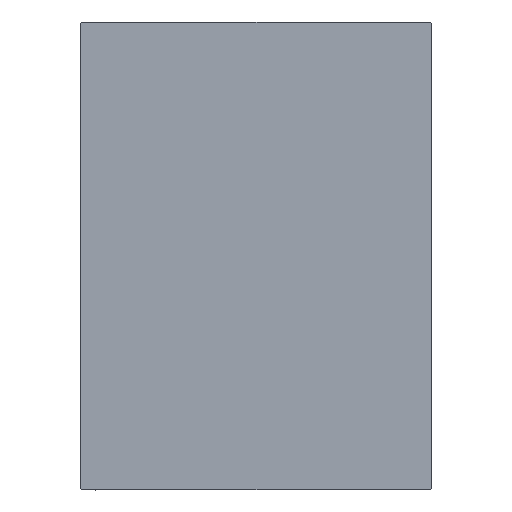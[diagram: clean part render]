
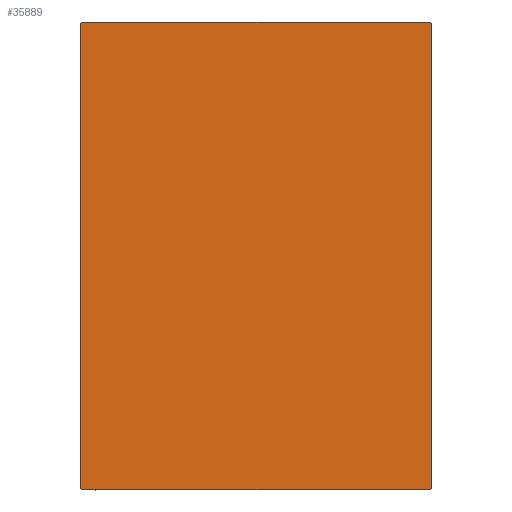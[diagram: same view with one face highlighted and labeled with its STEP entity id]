
A CAD part, left-side view. The second image highlights one B-rep face of the part: STEP entity #35889.
In plain terms, the highlighted face is planar.
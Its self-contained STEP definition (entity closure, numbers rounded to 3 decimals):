
#178 = VERTEX_POINT ( 'NONE', #9255 ) ;
#1065 = VECTOR ( 'NONE', #15934, 1000. ) ;
#1821 = ORIENTED_EDGE ( 'NONE', *, *, #40403, .T. ) ;
#2066 = VECTOR ( 'NONE', #6268, 1000. ) ;
#2173 = CARTESIAN_POINT ( 'NONE',  ( 130., -37.2, 50. ) ) ;
#2436 = CARTESIAN_POINT ( 'NONE',  ( 130., 0., 0. ) ) ;
#4379 = LINE ( 'NONE', #17815, #13394 ) ;
#4473 = LINE ( 'NONE', #27632, #36210 ) ;
#4999 = LINE ( 'NONE', #14484, #37542 ) ;
#5471 = EDGE_CURVE ( 'NONE', #31667, #178, #4473, .T. ) ;
#5977 = PLANE ( 'NONE',  #12307 ) ;
#6019 = VERTEX_POINT ( 'NONE', #25027 ) ;
#6137 = LINE ( 'NONE', #36104, #8498 ) ;
#6268 = DIRECTION ( 'NONE',  ( 0., -1., 0. ) ) ;
#6332 = VECTOR ( 'NONE', #32755, 1000. ) ;
#8271 = EDGE_CURVE ( 'NONE', #21226, #32628, #34032, .T. ) ;
#8498 = VECTOR ( 'NONE', #32356, 1000. ) ;
#9255 = CARTESIAN_POINT ( 'NONE',  ( 130., 37.5, -49.7 ) ) ;
#9904 = VECTOR ( 'NONE', #17496, 1000. ) ;
#10525 = VERTEX_POINT ( 'NONE', #26905 ) ;
#10780 = EDGE_CURVE ( 'NONE', #36387, #6019, #6137, .T. ) ;
#10851 = ORIENTED_EDGE ( 'NONE', *, *, #8271, .T. ) ;
#12307 = AXIS2_PLACEMENT_3D ( 'NONE', #2436, #16328, #19861 ) ;
#13067 = LINE ( 'NONE', #42825, #1065 ) ;
#13394 = VECTOR ( 'NONE', #18037, 1000. ) ;
#14304 = EDGE_CURVE ( 'NONE', #10525, #21226, #19094, .T. ) ;
#14484 = CARTESIAN_POINT ( 'NONE',  ( 130., -43.6, 43.6 ) ) ;
#14800 = ORIENTED_EDGE ( 'NONE', *, *, #17101, .T. ) ;
#15808 = ORIENTED_EDGE ( 'NONE', *, *, #10780, .T. ) ;
#15934 = DIRECTION ( 'NONE',  ( 0., 1., 0. ) ) ;
#16328 = DIRECTION ( 'NONE',  ( 1., 0., 0. ) ) ;
#16675 = CARTESIAN_POINT ( 'NONE',  ( 130., 43.6, 43.6 ) ) ;
#17101 = EDGE_CURVE ( 'NONE', #178, #10525, #20607, .T. ) ;
#17496 = DIRECTION ( 'NONE',  ( 0., 0., 1. ) ) ;
#17679 = EDGE_LOOP ( 'NONE', ( #38409, #27771, #14800, #23335, #10851, #1821, #15808, #23857 ) ) ;
#17815 = CARTESIAN_POINT ( 'NONE',  ( 130., -43.6, -43.6 ) ) ;
#17913 = DIRECTION ( 'NONE',  ( 0., 0.707, 0.707 ) ) ;
#18037 = DIRECTION ( 'NONE',  ( 0., 0.707, -0.707 ) ) ;
#18441 = DIRECTION ( 'NONE',  ( 0., -0.707, -0.707 ) ) ;
#19094 = LINE ( 'NONE', #16675, #6332 ) ;
#19861 = DIRECTION ( 'NONE',  ( 0., 0., -1. ) ) ;
#20607 = LINE ( 'NONE', #30938, #9904 ) ;
#20775 = CARTESIAN_POINT ( 'NONE',  ( 130., 37.2, -50. ) ) ;
#21226 = VERTEX_POINT ( 'NONE', #38141 ) ;
#23335 = ORIENTED_EDGE ( 'NONE', *, *, #14304, .T. ) ;
#23387 = FACE_OUTER_BOUND ( 'NONE', #17679, .T. ) ;
#23857 = ORIENTED_EDGE ( 'NONE', *, *, #29928, .T. ) ;
#24990 = VERTEX_POINT ( 'NONE', #26104 ) ;
#25027 = CARTESIAN_POINT ( 'NONE',  ( 130., -37.5, -49.7 ) ) ;
#26104 = CARTESIAN_POINT ( 'NONE',  ( 130., -37.2, -50. ) ) ;
#26577 = CARTESIAN_POINT ( 'NONE',  ( 130., -37.5, 49.7 ) ) ;
#26905 = CARTESIAN_POINT ( 'NONE',  ( 130., 37.5, 49.7 ) ) ;
#27632 = CARTESIAN_POINT ( 'NONE',  ( 130., 43.6, -43.6 ) ) ;
#27771 = ORIENTED_EDGE ( 'NONE', *, *, #5471, .T. ) ;
#29928 = EDGE_CURVE ( 'NONE', #6019, #24990, #4379, .T. ) ;
#30938 = CARTESIAN_POINT ( 'NONE',  ( 130., 37.5, -50. ) ) ;
#31667 = VERTEX_POINT ( 'NONE', #20775 ) ;
#32356 = DIRECTION ( 'NONE',  ( 0., 0., -1. ) ) ;
#32628 = VERTEX_POINT ( 'NONE', #2173 ) ;
#32755 = DIRECTION ( 'NONE',  ( 0., -0.707, 0.707 ) ) ;
#34032 = LINE ( 'NONE', #39777, #2066 ) ;
#35640 = EDGE_CURVE ( 'NONE', #24990, #31667, #13067, .T. ) ;
#35889 = ADVANCED_FACE ( 'NONE', ( #23387 ), #5977, .T. ) ;
#36104 = CARTESIAN_POINT ( 'NONE',  ( 130., -37.5, 50. ) ) ;
#36210 = VECTOR ( 'NONE', #17913, 1000. ) ;
#36387 = VERTEX_POINT ( 'NONE', #26577 ) ;
#37542 = VECTOR ( 'NONE', #18441, 1000. ) ;
#38141 = CARTESIAN_POINT ( 'NONE',  ( 130., 37.2, 50. ) ) ;
#38409 = ORIENTED_EDGE ( 'NONE', *, *, #35640, .T. ) ;
#39777 = CARTESIAN_POINT ( 'NONE',  ( 130., 37.5, 50. ) ) ;
#40403 = EDGE_CURVE ( 'NONE', #32628, #36387, #4999, .T. ) ;
#42825 = CARTESIAN_POINT ( 'NONE',  ( 130., -37.5, -50. ) ) ;
